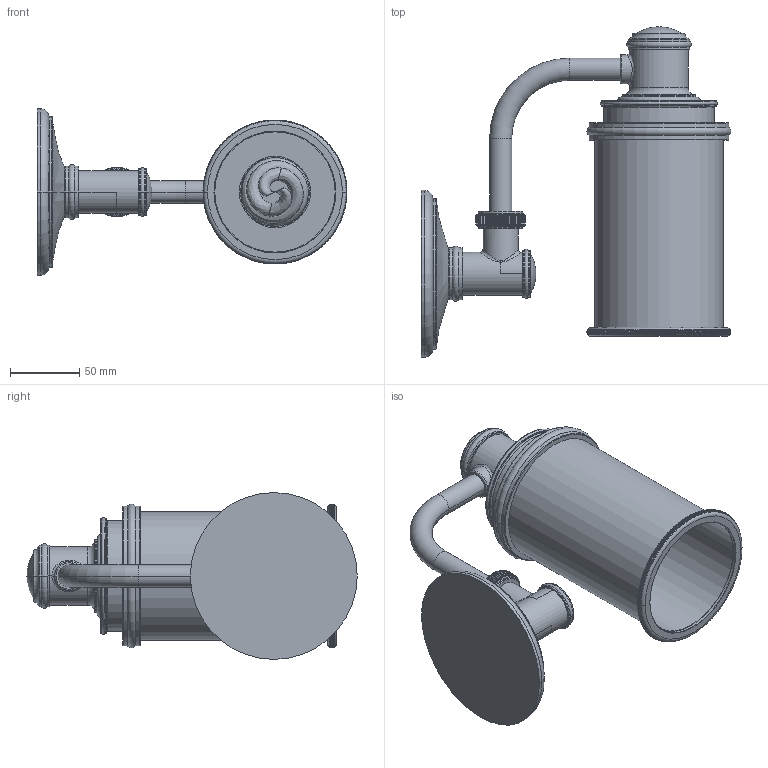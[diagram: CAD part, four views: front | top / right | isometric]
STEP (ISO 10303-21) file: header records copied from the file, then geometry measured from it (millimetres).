
FILE_DESCRIPTION((''),'2;1');
FILE_NAME('4581','2021-06-14T10:59:41',('jinson.thomas'),(''),'CREO PARAMETRIC BY PTC INC, 2018400','CREO PARAMETRIC BY PTC INC, 2018400','');
FILE_SCHEMA(('CONFIG_CONTROL_DESIGN'));
Length unit declared in the file: inch
Products named in the file (1): 4581
Bounding box: 223.81 x 238.64 x 120.5 mm (x, y, z)
Volume: 707093 mm3; surface area: 181359 mm2
Topology: 1 solids, 1 shells, 1281 faces, 2433 edges, 1393 vertices
Faces by surface type: plane 620, bspline 307, sphere 148, cylinder 134, torus 72
Entity records: 48518 total; most frequent: CARTESIAN_POINT 26443, ORIENTED_EDGE 4858, DIRECTION 3562, EDGE_CURVE 2429, AXIS2_PLACEMENT_3D 1529, EDGE_LOOP 1528, VERTEX_POINT 1393, B_SPLINE_CURVE_WITH_KNOTS 1370
